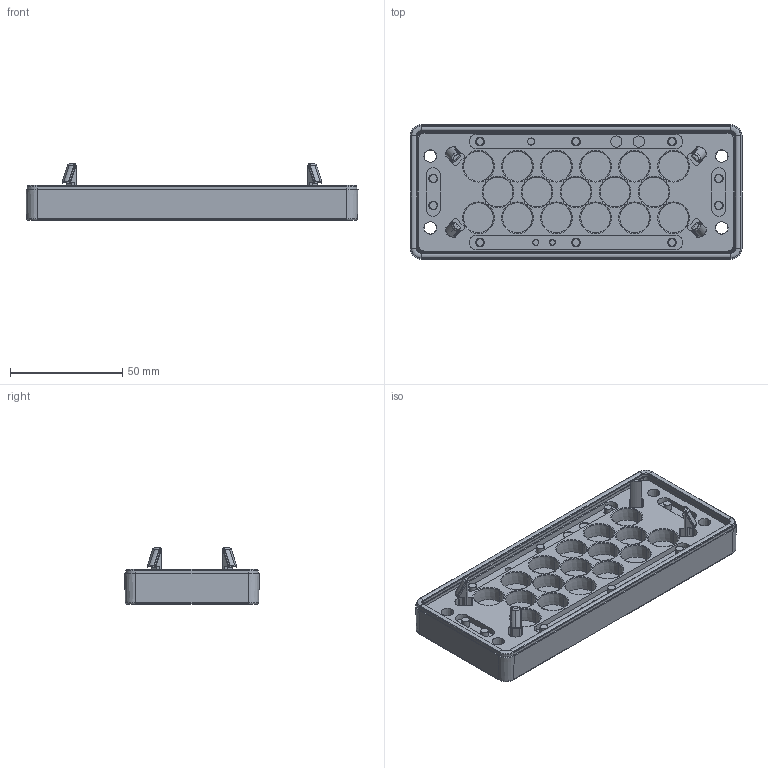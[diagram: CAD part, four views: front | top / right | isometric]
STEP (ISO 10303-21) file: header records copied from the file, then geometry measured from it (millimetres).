
FILE_DESCRIPTION (( 'STEP AP203' ), '1' );
FILE_NAME ('567355.step', '2020-12-17T18:40:58', ( '' ), ( '' ), 'SwSTEP 2.0', 'SolidWorks 2019', '' );
FILE_SCHEMA (( 'CONFIG_CONTROL_DESIGN' ));
Length unit declared in the file: millimetre
Products named in the file (1): 567355
Bounding box: 148 x 60 x 25 mm (x, y, z)
Volume: 73244 mm3; surface area: 71621.6 mm2
Topology: 4 solids, 4 shells, 3865 faces, 9914 edges, 5940 vertices
Faces by surface type: cylinder 1187, plane 1075, bspline 614, cone 502, torus 327, sphere 160
Entity records: 134424 total; most frequent: CARTESIAN_POINT 48643, ORIENTED_EDGE 19404, DIRECTION 15524, EDGE_CURVE 9702, VERTEX_POINT 5940, AXIS2_PLACEMENT_3D 5601, VECTOR 4322, LINE 4322
